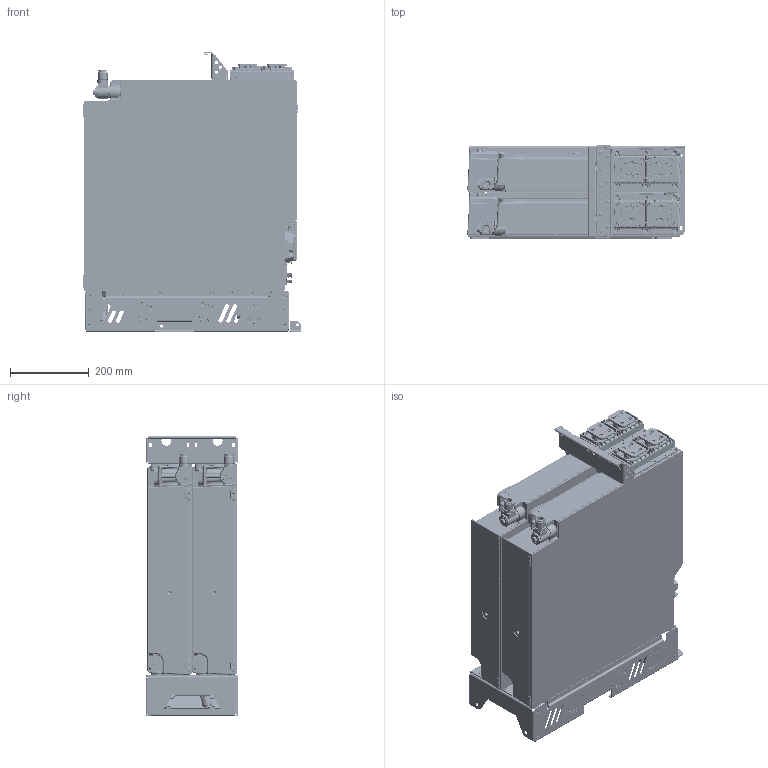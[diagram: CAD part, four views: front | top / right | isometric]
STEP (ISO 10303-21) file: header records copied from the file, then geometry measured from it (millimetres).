
FILE_DESCRIPTION(/* description */ (''),/* implementation_level */ '2;1');
FILE_NAME(/* name */ 'MCAD-iC7-60-xM12L-IP00-AEXX-A.stp',/* time_stamp */ '2022-10-27T15:09:12+03:00',/* author */ (''),/* organization */ (''),/* preprocessor_version */ 'ST-DEVELOPER v16.7',/* originating_system */ 'SIEMENS PLM Software NX 1892',/* authorisation */ '');
FILE_SCHEMA (('AP203_CONFIGURATION_CONTROLLED_3D_DESIGN_OF_MECHANICAL_PARTS_AND_ASSEMBLIES_MIM_LF { 1 0 10303 403 2 1 2}'));
Bounding box: 553.75 x 235 x 710 mm (x, y, z)
Volume: 33063376.7 mm3; surface area: 5979497.1 mm2
Topology: 316 solids, 330 shells, 31032 faces, 76745 edges, 46277 vertices
Faces by surface type: cylinder 11005, plane 9747, bspline 6543, cone 1611, torus 1158, sphere 738, extrusion 230
Full cylindrical faces by diameter (mm): 1.2 x5, 1.25 x5, 1.6 x4, 2.5 x8, 2.9 x14, 3.3 x8, 3.5 x8, 3.7 x44, 4 x48, 4.1 x5, 4.2 x14, 4.5 x3, 4.6 x58, 4.9 x14, 5 x99, 5.2 x2, 5.5 x14, 6 x32, 6.5 x12, 6.8 x41, 6.9 x8, 7 x9, 7.5 x11, 8 x79, 8.2 x2, 8.4 x6, 8.5 x4, 9 x29, 9.2 x1, 9.3 x32
Entity records: 500280 total; most frequent: CRTPNT 159724, ORNEDG 66488, DRCTN 62087, EDGCRV 33244, A2PL3D 23289, VRTPNT 20642, EDGLP 15734, VECTOR 15509
